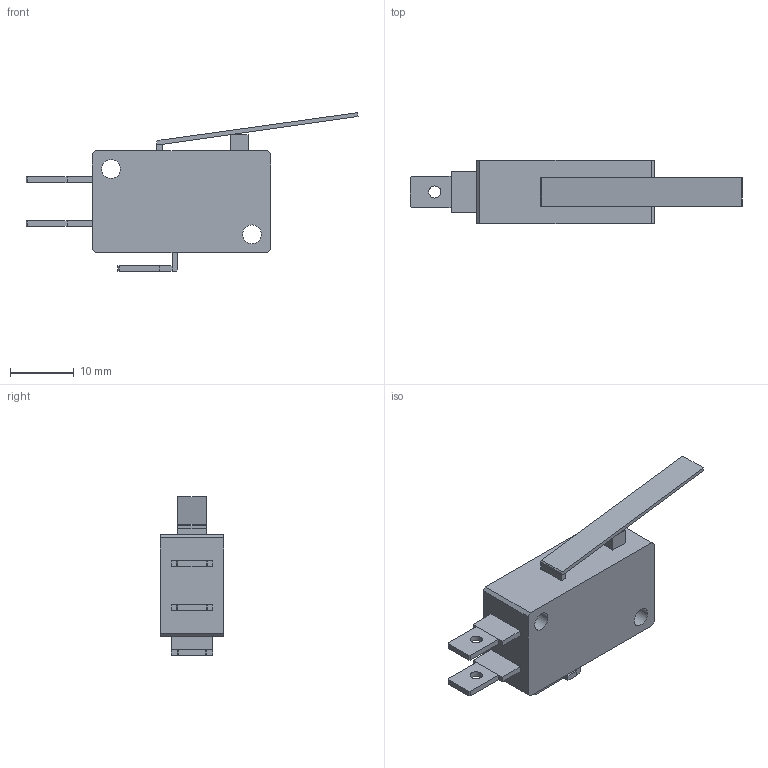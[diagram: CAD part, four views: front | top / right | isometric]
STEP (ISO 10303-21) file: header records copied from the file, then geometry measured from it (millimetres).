
FILE_DESCRIPTION(('FreeCAD Model'),'2;1');
FILE_NAME('switch snap action with lever actuator.stp','2014-10-25T23:03:17',('FreeCAD'),('FreeCAD'), 'Open CASCADE STEP processor 6.6','FreeCAD','Unknown');
FILE_SCHEMA(('AUTOMOTIVE_DESIGN_CC2 { 1 2 10303 214 -1 1 5 4 }'));
Length unit declared in the file: millimetre
Products named in the file (1): switch_snap_action_with_lever_actuator
Bounding box: 52.19 x 10 x 24.94 mm (x, y, z)
Volume: 4619.3 mm3; surface area: 2703.6 mm2
Topology: 1 solids, 1 shells, 79 faces, 196 edges, 124 vertices
Faces by surface type: plane 74, cylinder 5
Full cylindrical faces by diameter (mm): 1.9 x3, 2.95 x2
Entity records: 4884 total; most frequent: CARTESIAN_POINT 822, DIRECTION 753, LINE 568, VECTOR 568, ORIENTED_EDGE 392, PCURVE 392, DEFINITIONAL_REPRESENTATION 392, EDGE_CURVE 196
